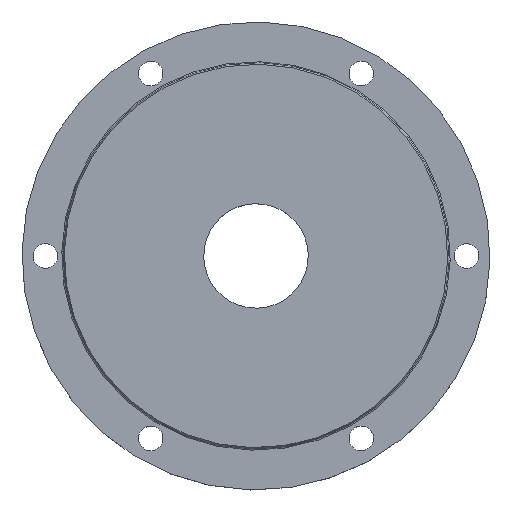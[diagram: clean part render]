
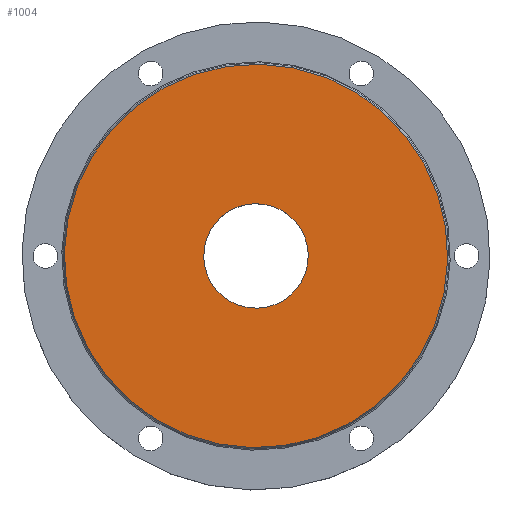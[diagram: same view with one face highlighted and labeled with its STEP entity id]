
A CAD part, top view. The second image highlights one B-rep face of the part: STEP entity #1004.
In plain terms, the highlighted planar face has unit normal (0, 0, 1).
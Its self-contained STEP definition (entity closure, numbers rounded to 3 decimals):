
#896=CARTESIAN_POINT('Vertex',(19.601,-10.708,44.)) ;
#899=CARTESIAN_POINT('Axis2P3D Location',(0.,0.,44.)) ;
#903=CARTESIAN_POINT('Vertex',(-19.601,10.708,44.)) ;
#931=CARTESIAN_POINT('Axis2P3D Location',(0.,0.,44.)) ;
#977=CARTESIAN_POINT('Axis2P3D Location',(82.5,0.,44.)) ;
#982=CARTESIAN_POINT('Axis2P3D Location',(0.,0.,44.)) ;
#986=CARTESIAN_POINT('Vertex',(-71.894,-39.276,44.)) ;
#988=CARTESIAN_POINT('Vertex',(71.894,39.276,44.)) ;
#991=CARTESIAN_POINT('Axis2P3D Location',(0.,0.,44.)) ;
#900=DIRECTION('Axis2P3D Direction',(0.,-0.,-1.)) ;
#932=DIRECTION('Axis2P3D Direction',(0.,-0.,-1.)) ;
#978=DIRECTION('Axis2P3D Direction',(0.,0.,1.)) ;
#979=DIRECTION('Axis2P3D XDirection',(1.,0.,0.)) ;
#983=DIRECTION('Axis2P3D Direction',(0.,0.,1.)) ;
#992=DIRECTION('Axis2P3D Direction',(0.,0.,1.)) ;
#901=AXIS2_PLACEMENT_3D('Circle Axis2P3D',#899,#900,$) ;
#933=AXIS2_PLACEMENT_3D('Circle Axis2P3D',#931,#932,$) ;
#980=AXIS2_PLACEMENT_3D('Plane Axis2P3D',#977,#978,#979) ;
#984=AXIS2_PLACEMENT_3D('Circle Axis2P3D',#982,#983,$) ;
#993=AXIS2_PLACEMENT_3D('Circle Axis2P3D',#991,#992,$) ;
#997=ORIENTED_EDGE('',*,*,#990,.T.) ;
#998=ORIENTED_EDGE('',*,*,#995,.T.) ;
#1001=ORIENTED_EDGE('',*,*,#935,.F.) ;
#1002=ORIENTED_EDGE('',*,*,#905,.F.) ;
#1003=FACE_BOUND('',#1000,.T.) ;
#1004=ADVANCED_FACE('Corps principal',(#999,#1003),#981,.T.) ;
#902=CIRCLE('generated circle',#901,22.335) ;
#934=CIRCLE('generated circle',#933,22.335) ;
#985=CIRCLE('generated circle',#984,81.923) ;
#994=CIRCLE('generated circle',#993,81.923) ;
#905=EDGE_CURVE('',#897,#904,#902,.F.) ;
#935=EDGE_CURVE('',#904,#897,#934,.F.) ;
#990=EDGE_CURVE('',#987,#989,#985,.T.) ;
#995=EDGE_CURVE('',#989,#987,#994,.T.) ;
#996=EDGE_LOOP('',(#997,#998)) ;
#1000=EDGE_LOOP('',(#1001,#1002)) ;
#999=FACE_OUTER_BOUND('',#996,.T.) ;
#981=PLANE('',#980) ;
#897=VERTEX_POINT('',#896) ;
#904=VERTEX_POINT('',#903) ;
#987=VERTEX_POINT('',#986) ;
#989=VERTEX_POINT('',#988) ;
